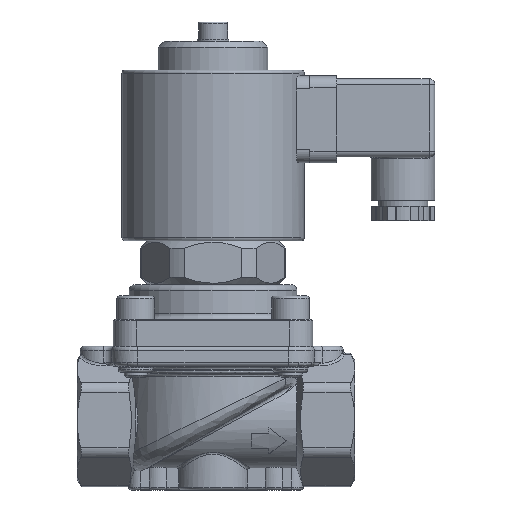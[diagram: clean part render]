
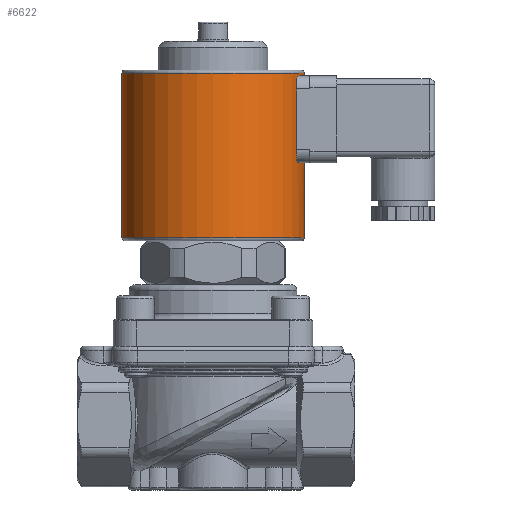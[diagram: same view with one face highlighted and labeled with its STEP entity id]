
A CAD part, left-side view. The second image highlights one B-rep face of the part: STEP entity #6622.
In plain terms, the highlighted cylindrical face has radius 31.5 mm (diameter 63 mm), a full revolution.
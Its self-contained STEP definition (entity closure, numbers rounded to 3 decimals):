
#142=B_SPLINE_CURVE_WITH_KNOTS('',3,(#10063,#10064,#10065,#10066,#10067,
#10068),.UNSPECIFIED.,.F.,.F.,(4,2,4),(0.52,0.524,
0.709),.UNSPECIFIED.);
#143=B_SPLINE_CURVE_WITH_KNOTS('',3,(#10081,#10082,#10083,#10084,#10085,
#10086),.UNSPECIFIED.,.F.,.F.,(4,2,4),(0.692,0.877,
0.881),.UNSPECIFIED.);
#144=B_SPLINE_CURVE_WITH_KNOTS('',3,(#10098,#10099,#10100,#10101,#10102,
#10103),.UNSPECIFIED.,.F.,.F.,(4,2,4),(1.921,1.93,
2.11),.UNSPECIFIED.);
#145=B_SPLINE_CURVE_WITH_KNOTS('',3,(#10116,#10117,#10118,#10119,#10120,
#10121),.UNSPECIFIED.,.F.,.F.,(4,2,4),(2.093,2.278,
2.282),.UNSPECIFIED.);
#447=FACE_BOUND('',#1136,.T.);
#448=FACE_BOUND('',#1137,.T.);
#530=CYLINDRICAL_SURFACE('',#7103,31.5);
#706=FACE_OUTER_BOUND('',#1135,.T.);
#1135=EDGE_LOOP('',(#4725));
#1136=EDGE_LOOP('',(#4726));
#1137=EDGE_LOOP('',(#4727,#4728,#4729,#4730,#4731,#4732,#4733,#4734));
#1644=LINE('',#10071,#2036);
#1650=LINE('',#10106,#2042);
#2036=VECTOR('',#8042,29.25);
#2042=VECTOR('',#8062,29.25);
#2377=CIRCLE('',#7094,31.5);
#2378=CIRCLE('',#7099,31.5);
#2379=CIRCLE('',#7104,31.5);
#2380=CIRCLE('',#7105,31.5);
#2754=VERTEX_POINT('',#10054);
#2758=VERTEX_POINT('',#10061);
#2759=VERTEX_POINT('',#10070);
#2763=VERTEX_POINT('',#10080);
#2764=VERTEX_POINT('',#10089);
#2768=VERTEX_POINT('',#10096);
#2769=VERTEX_POINT('',#10105);
#2773=VERTEX_POINT('',#10115);
#2782=VERTEX_POINT('',#10166);
#2783=VERTEX_POINT('',#10168);
#3475=EDGE_CURVE('',#2754,#2758,#142,.T.);
#3476=EDGE_CURVE('',#2759,#2754,#1644,.T.);
#3481=EDGE_CURVE('',#2763,#2759,#143,.T.);
#3487=EDGE_CURVE('',#2764,#2768,#144,.T.);
#3488=EDGE_CURVE('',#2769,#2764,#1650,.T.);
#3493=EDGE_CURVE('',#2773,#2769,#145,.T.);
#3508=EDGE_CURVE('',#2768,#2763,#2377,.T.);
#3514=EDGE_CURVE('',#2758,#2773,#2378,.T.);
#3517=EDGE_CURVE('',#2782,#2782,#2379,.T.);
#3518=EDGE_CURVE('',#2783,#2783,#2380,.T.);
#4725=ORIENTED_EDGE('',*,*,#3517,.T.);
#4726=ORIENTED_EDGE('',*,*,#3518,.F.);
#4727=ORIENTED_EDGE('',*,*,#3475,.T.);
#4728=ORIENTED_EDGE('',*,*,#3514,.T.);
#4729=ORIENTED_EDGE('',*,*,#3493,.T.);
#4730=ORIENTED_EDGE('',*,*,#3488,.T.);
#4731=ORIENTED_EDGE('',*,*,#3487,.T.);
#4732=ORIENTED_EDGE('',*,*,#3508,.T.);
#4733=ORIENTED_EDGE('',*,*,#3481,.T.);
#4734=ORIENTED_EDGE('',*,*,#3476,.T.);
#6622=ADVANCED_FACE('',(#706,#447,#448),#530,.T.);
#7094=AXIS2_PLACEMENT_3D('',#10149,#8099,#8100);
#7099=AXIS2_PLACEMENT_3D('',#10159,#8114,#8115);
#7103=AXIS2_PLACEMENT_3D('',#10165,#8124,#8125);
#7104=AXIS2_PLACEMENT_3D('',#10167,#8126,#8127);
#7105=AXIS2_PLACEMENT_3D('',#10169,#8128,#8129);
#8042=DIRECTION('',(0.,0.,-1.));
#8062=DIRECTION('',(0.,0.,1.));
#8099=DIRECTION('center_axis',(0.,0.,
1.));
#8100=DIRECTION('ref_axis',(0.,-1.,0.));
#8114=DIRECTION('center_axis',(0.,0.,
-1.));
#8115=DIRECTION('ref_axis',(0.,-1.,0.));
#8124=DIRECTION('center_axis',(0.,0.,
-1.));
#8125=DIRECTION('ref_axis',(0.,-1.,0.));
#8126=DIRECTION('center_axis',(0.,0.,
-1.));
#8127=DIRECTION('ref_axis',(0.,-1.,0.));
#8128=DIRECTION('center_axis',(0.,0.,
-1.));
#8129=DIRECTION('ref_axis',(0.,-1.,0.));
#10054=CARTESIAN_POINT('',(12.298,20.,89.375));
#10061=CARTESIAN_POINT('',(10.5,19.302,89.));
#10063=CARTESIAN_POINT('Ctrl Pts',(12.298,20.,89.375));
#10064=CARTESIAN_POINT('Ctrl Pts',(12.284,19.994,89.369));
#10065=CARTESIAN_POINT('Ctrl Pts',(12.27,19.988,89.363));
#10066=CARTESIAN_POINT('Ctrl Pts',(11.694,19.745,89.118));
#10067=CARTESIAN_POINT('Ctrl Pts',(11.08,19.507,89.));
#10068=CARTESIAN_POINT('Ctrl Pts',(10.5,19.302,89.));
#10070=CARTESIAN_POINT('',(12.298,20.,118.625));
#10071=CARTESIAN_POINT('',(12.298,20.,91.5));
#10080=CARTESIAN_POINT('',(10.5,19.302,119.));
#10081=CARTESIAN_POINT('Ctrl Pts',(10.5,19.302,119.));
#10082=CARTESIAN_POINT('Ctrl Pts',(11.08,19.507,119.));
#10083=CARTESIAN_POINT('Ctrl Pts',(11.694,19.745,118.882));
#10084=CARTESIAN_POINT('Ctrl Pts',(12.27,19.988,118.637));
#10085=CARTESIAN_POINT('Ctrl Pts',(12.284,19.994,118.631));
#10086=CARTESIAN_POINT('Ctrl Pts',(12.298,20.,118.625));
#10089=CARTESIAN_POINT('',(-12.298,20.,118.625));
#10096=CARTESIAN_POINT('',(-10.5,19.302,119.));
#10098=CARTESIAN_POINT('Ctrl Pts',(-12.298,20.,118.625));
#10099=CARTESIAN_POINT('Ctrl Pts',(-12.273,19.989,118.636));
#10100=CARTESIAN_POINT('Ctrl Pts',(-12.247,19.978,118.647));
#10101=CARTESIAN_POINT('Ctrl Pts',(-11.668,19.735,118.887));
#10102=CARTESIAN_POINT('Ctrl Pts',(-11.068,19.502,119.));
#10103=CARTESIAN_POINT('Ctrl Pts',(-10.5,19.302,119.));
#10105=CARTESIAN_POINT('',(-12.298,20.,89.375));
#10106=CARTESIAN_POINT('',(-12.298,20.,91.5));
#10115=CARTESIAN_POINT('',(-10.5,19.302,89.));
#10116=CARTESIAN_POINT('Ctrl Pts',(-10.5,19.302,89.));
#10117=CARTESIAN_POINT('Ctrl Pts',(-11.08,19.507,89.));
#10118=CARTESIAN_POINT('Ctrl Pts',(-11.694,19.745,89.118));
#10119=CARTESIAN_POINT('Ctrl Pts',(-12.27,19.988,89.363));
#10120=CARTESIAN_POINT('Ctrl Pts',(-12.284,19.994,89.369));
#10121=CARTESIAN_POINT('Ctrl Pts',(-12.298,20.,89.375));
#10149=CARTESIAN_POINT('Origin',(0.,49.,
119.));
#10159=CARTESIAN_POINT('Origin',(0.,49.,89.));
#10165=CARTESIAN_POINT('Origin',(0.,49.,91.5));
#10166=CARTESIAN_POINT('',(0.,17.5,120.));
#10167=CARTESIAN_POINT('Origin',(0.,49.,
120.));
#10168=CARTESIAN_POINT('',(0.,17.5,63.));
#10169=CARTESIAN_POINT('Origin',(0.,49.,
63.));
